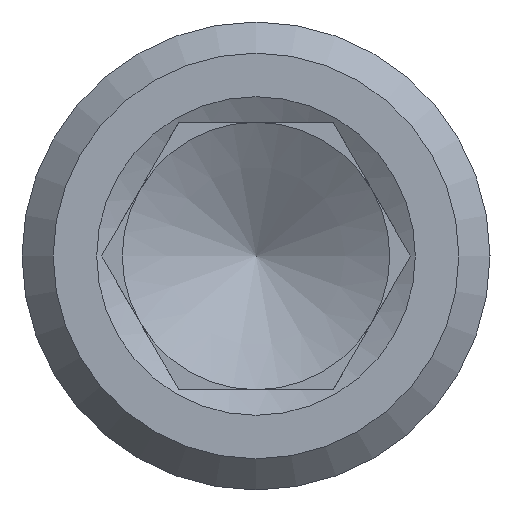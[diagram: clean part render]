
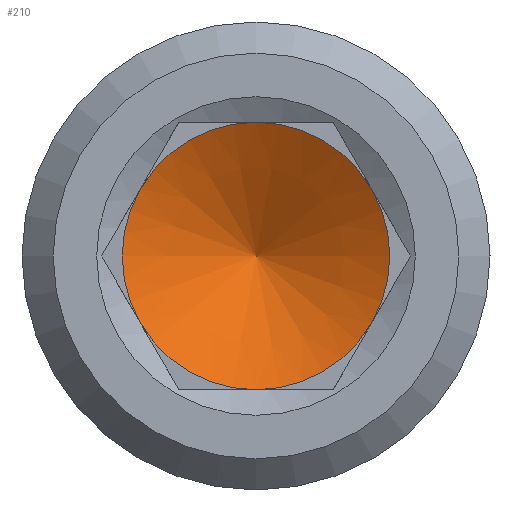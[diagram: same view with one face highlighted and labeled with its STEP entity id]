
A CAD part, left-side view. The second image highlights one B-rep face of the part: STEP entity #210.
In plain terms, the highlighted conical face has half-angle 60 degrees and reference radius 3 mm.
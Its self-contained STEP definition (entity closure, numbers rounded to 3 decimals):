
#210=ADVANCED_FACE('',(#393),#395,.F.);
#393=FACE_OUTER_BOUND('',#394,.T.);
#394=EDGE_LOOP('',(#506));
#395=CONICAL_SURFACE('',#396,3.,1.047);
#396=AXIS2_PLACEMENT_3D('',#397,#398,#399);
#397=CARTESIAN_POINT('',(-4.068,0.,0.));
#398=DIRECTION('',(-1.,0.,0.));
#399=DIRECTION('',(0.,-1.,0.));
#506=ORIENTED_EDGE('',*,*,#549,.F.);
#549=EDGE_CURVE('',#612,#612,#613,.T.);
#612=VERTEX_POINT('',#991);
#613=CIRCLE('',#992,6.);
#991=CARTESIAN_POINT('',(-5.8,6.,0.));
#992=AXIS2_PLACEMENT_3D('',#993,#994,#995);
#993=CARTESIAN_POINT('',(-5.8,0.,0.));
#994=DIRECTION('',(1.,0.,0.));
#995=DIRECTION('',(0.,1.,0.));
